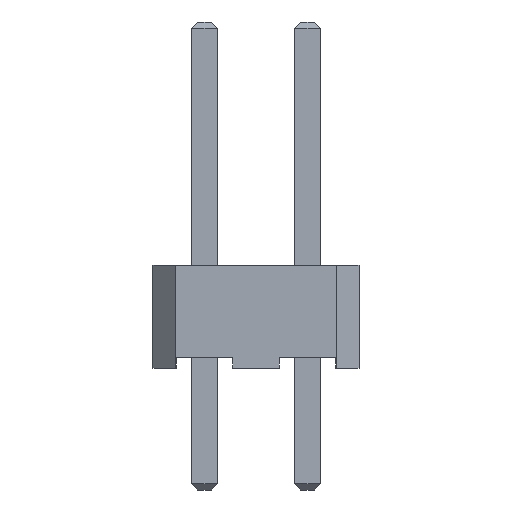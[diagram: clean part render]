
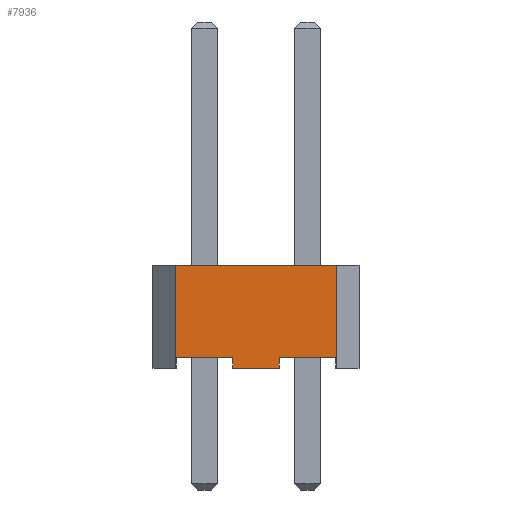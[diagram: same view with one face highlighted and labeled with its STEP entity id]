
A CAD part, left-side view. The second image highlights one B-rep face of the part: STEP entity #7936.
In plain terms, the highlighted planar face has unit normal (-1, 0, 0).
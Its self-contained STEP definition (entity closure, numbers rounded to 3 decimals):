
#466=FACE_OUTER_BOUND('',#956,.T.);
#956=EDGE_LOOP('',(#6651,#6652,#6653,#6654,#6655,#6656,#6657,#6658,#6659,
#6660,#6661,#6662));
#1656=LINE('',#11876,#2728);
#1659=LINE('',#11881,#2731);
#1703=LINE('',#11969,#2775);
#1749=LINE('',#12062,#2821);
#1795=LINE('',#12154,#2867);
#1798=LINE('',#12159,#2870);
#1799=LINE('',#12161,#2871);
#1801=LINE('',#12166,#2873);
#1845=LINE('',#12253,#2917);
#1846=LINE('',#12255,#2918);
#1929=LINE('',#12421,#3001);
#1930=LINE('',#12423,#3002);
#2728=VECTOR('',#9766,10.);
#2731=VECTOR('',#9771,10.);
#2775=VECTOR('',#9817,10.);
#2821=VECTOR('',#9867,10.);
#2867=VECTOR('',#9917,10.);
#2870=VECTOR('',#9922,10.);
#2871=VECTOR('',#9925,10.);
#2873=VECTOR('',#9929,10.);
#2917=VECTOR('',#9975,10.);
#2918=VECTOR('',#9978,10.);
#3001=VECTOR('',#10227,10.);
#3002=VECTOR('',#10230,10.);
#3547=VERTEX_POINT('',#11873);
#3548=VERTEX_POINT('',#11875);
#3549=VERTEX_POINT('',#11879);
#3592=VERTEX_POINT('',#11967);
#3636=VERTEX_POINT('',#12059);
#3637=VERTEX_POINT('',#12061);
#3680=VERTEX_POINT('',#12151);
#3681=VERTEX_POINT('',#12153);
#3682=VERTEX_POINT('',#12157);
#3683=VERTEX_POINT('',#12163);
#3684=VERTEX_POINT('',#12165);
#3726=VERTEX_POINT('',#12251);
#4440=EDGE_CURVE('',#3548,#3547,#1656,.T.);
#4443=EDGE_CURVE('',#3549,#3547,#1659,.T.);
#4487=EDGE_CURVE('',#3592,#3549,#1703,.T.);
#4533=EDGE_CURVE('',#3636,#3637,#1749,.T.);
#4579=EDGE_CURVE('',#3680,#3681,#1795,.T.);
#4582=EDGE_CURVE('',#3682,#3680,#1798,.T.);
#4583=EDGE_CURVE('',#3548,#3682,#1799,.T.);
#4585=EDGE_CURVE('',#3683,#3684,#1801,.T.);
#4629=EDGE_CURVE('',#3726,#3683,#1845,.T.);
#4630=EDGE_CURVE('',#3726,#3681,#1846,.T.);
#4713=EDGE_CURVE('',#3637,#3592,#1929,.T.);
#4714=EDGE_CURVE('',#3684,#3636,#1930,.T.);
#6651=ORIENTED_EDGE('',*,*,#4533,.F.);
#6652=ORIENTED_EDGE('',*,*,#4714,.F.);
#6653=ORIENTED_EDGE('',*,*,#4585,.F.);
#6654=ORIENTED_EDGE('',*,*,#4629,.F.);
#6655=ORIENTED_EDGE('',*,*,#4630,.T.);
#6656=ORIENTED_EDGE('',*,*,#4579,.F.);
#6657=ORIENTED_EDGE('',*,*,#4582,.F.);
#6658=ORIENTED_EDGE('',*,*,#4583,.F.);
#6659=ORIENTED_EDGE('',*,*,#4440,.T.);
#6660=ORIENTED_EDGE('',*,*,#4443,.F.);
#6661=ORIENTED_EDGE('',*,*,#4487,.F.);
#6662=ORIENTED_EDGE('',*,*,#4713,.F.);
#7446=PLANE('',#8469);
#7936=ADVANCED_FACE('',(#466),#7446,.T.);
#8469=AXIS2_PLACEMENT_3D('',#12424,#10231,#10232);
#9766=DIRECTION('',(0.,-1.,0.));
#9771=DIRECTION('',(0.,0.,1.));
#9817=DIRECTION('',(0.,1.,0.));
#9867=DIRECTION('',(0.,-1.,0.));
#9917=DIRECTION('',(0.,0.,1.));
#9922=DIRECTION('',(0.,1.,0.));
#9925=DIRECTION('',(0.,0.,-1.));
#9929=DIRECTION('',(0.,1.,0.));
#9975=DIRECTION('',(0.,0.,-1.));
#9978=DIRECTION('',(0.,-1.,0.));
#10227=DIRECTION('',(0.,0.,-1.));
#10230=DIRECTION('',(0.,0.,1.));
#10231=DIRECTION('center_axis',(-1.,0.,0.));
#10232=DIRECTION('ref_axis',(0.,-1.,0.));
#11873=CARTESIAN_POINT('',(-17.78,-1.97,0.32));
#11875=CARTESIAN_POINT('',(-17.78,-0.57,0.32));
#11876=CARTESIAN_POINT('',(-17.78,-1.135,0.32));
#11879=CARTESIAN_POINT('',(-17.78,-1.97,0.05));
#11881=CARTESIAN_POINT('',(-17.78,-1.97,1.32));
#11967=CARTESIAN_POINT('',(-17.78,-1.987,0.05));
#11969=CARTESIAN_POINT('',(-17.78,-1.159,0.05));
#12059=CARTESIAN_POINT('',(-17.78,1.987,2.59));
#12061=CARTESIAN_POINT('',(-17.78,-1.987,2.59));
#12062=CARTESIAN_POINT('',(-17.78,0.,2.59));
#12151=CARTESIAN_POINT('',(-17.78,0.57,0.05));
#12153=CARTESIAN_POINT('',(-17.78,0.57,0.32));
#12154=CARTESIAN_POINT('',(-17.78,0.57,1.32));
#12157=CARTESIAN_POINT('',(-17.78,-0.57,0.05));
#12159=CARTESIAN_POINT('',(-17.78,-0.817,0.05));
#12161=CARTESIAN_POINT('',(-17.78,-0.57,1.455));
#12163=CARTESIAN_POINT('',(-17.78,1.97,0.05));
#12165=CARTESIAN_POINT('',(-17.78,1.987,0.05));
#12166=CARTESIAN_POINT('',(-17.78,1.723,0.05));
#12251=CARTESIAN_POINT('',(-17.78,1.97,0.32));
#12253=CARTESIAN_POINT('',(-17.78,1.97,1.455));
#12255=CARTESIAN_POINT('',(-17.78,1.405,0.32));
#12421=CARTESIAN_POINT('',(-17.78,-1.987,0.05));
#12423=CARTESIAN_POINT('',(-17.78,1.987,0.05));
#12424=CARTESIAN_POINT('Origin',(-17.78,0.,0.05));
